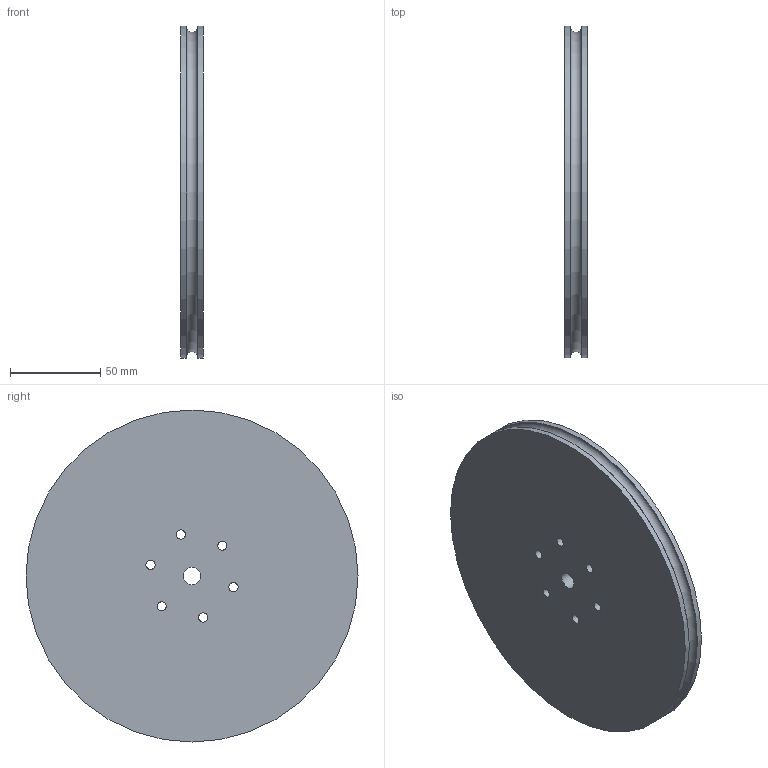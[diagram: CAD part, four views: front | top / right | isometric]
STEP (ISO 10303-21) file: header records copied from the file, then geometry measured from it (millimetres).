
FILE_DESCRIPTION(/* description */ (''),/* implementation_level */ '2;1');
FILE_NAME(/* name */ '7.25in Pully.stp',/* time_stamp */ '2014-01-28T19:49:40-05:00',/* author */ ('Pradhan Alexander'),/* organization */ (''),/* preprocessor_version */ 'ST-DEVELOPER v15.2',/* originating_system */ 'Autodesk Inventor 2014',/* authorisation */ '');
FILE_SCHEMA (('AUTOMOTIVE_DESIGN { 1 0 10303 214 3 1 1 }'));
Length unit declared in the file: inch
Products named in the file (1): 7.25in Pully
Bounding box: 12.7 x 184.15 x 184.15 mm (x, y, z)
Volume: 324920.9 mm3; surface area: 64263.8 mm2
Topology: 1 solids, 1 shells, 16 faces, 34 edges, 23 vertices
Faces by surface type: cylinder 10, plane 5, torus 1
Full cylindrical faces by diameter (mm): 5.08 x6, 9.525 x1, 28.245 x1, 184.15 x2
Entity records: 435 total; most frequent: DIRECTION 78, CARTESIAN_POINT 61, EDGE_LOOP 44, ORIENTED_EDGE 44, AXIS2_PLACEMENT_3D 39, FACE_BOUND 32, CIRCLE 22, VERTEX_POINT 22
